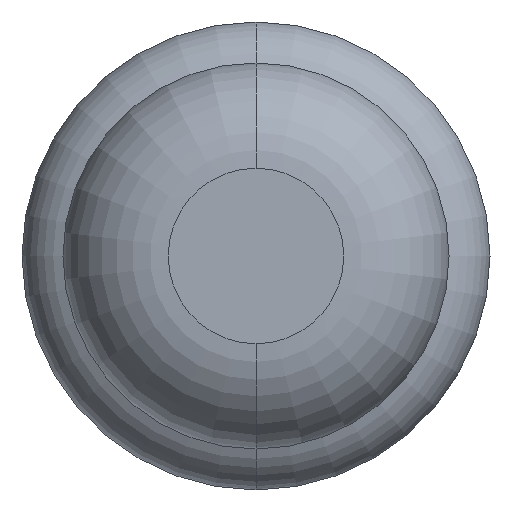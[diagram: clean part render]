
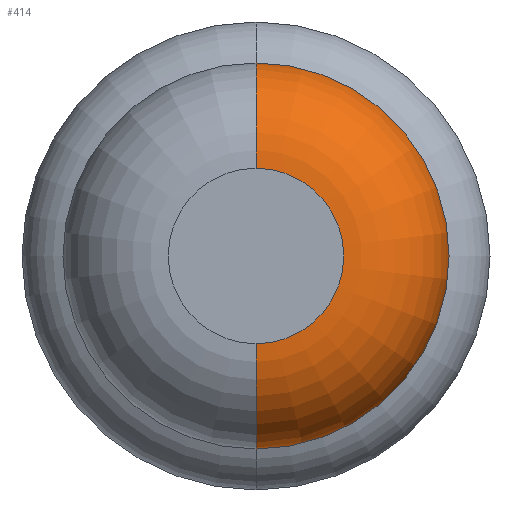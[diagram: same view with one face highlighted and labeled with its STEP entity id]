
A CAD part, front view. The second image highlights one B-rep face of the part: STEP entity #414.
In plain terms, the highlighted toroidal (fillet/blend) face has major radius 0.375 mm and minor radius 0.45 mm.
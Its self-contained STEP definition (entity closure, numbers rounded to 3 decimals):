
#10 = EDGE_CURVE ( 'NONE', #1392, #240, #1664, .T. ) ;
#12 = VERTEX_POINT ( 'NONE', #103 ) ;
#46 = EDGE_LOOP ( 'NONE', ( #89, #3539, #2850, #1752 ) ) ;
#83 = DIRECTION ( 'NONE',  ( 0., 0., 1. ) ) ;
#89 = ORIENTED_EDGE ( 'NONE', *, *, #2777, .T. ) ;
#103 = CARTESIAN_POINT ( 'NONE',  ( 0., -26.95, 0.825 ) ) ;
#116 = DIRECTION ( 'NONE',  ( 0., 1., 0. ) ) ;
#240 = VERTEX_POINT ( 'NONE', #1287 ) ;
#264 = AXIS2_PLACEMENT_3D ( 'NONE', #444, #432, #456 ) ;
#414 = ADVANCED_FACE ( 'Defeature ausgef�hrt1_8', ( #977 ), #3530, .T. ) ;
#432 = DIRECTION ( 'NONE',  ( 1., 0., 0. ) ) ;
#444 = CARTESIAN_POINT ( 'NONE',  ( 0., -26.95, -0.375 ) ) ;
#456 = DIRECTION ( 'NONE',  ( 0., 0., -1. ) ) ;
#669 = DIRECTION ( 'NONE',  ( 0., 0., 1. ) ) ;
#751 = CARTESIAN_POINT ( 'NONE',  ( 0., -27.4, 0. ) ) ;
#813 = DIRECTION ( 'NONE',  ( 0., 0., 1. ) ) ;
#824 = DIRECTION ( 'NONE',  ( -1., 0., 0. ) ) ;
#963 = CARTESIAN_POINT ( 'NONE',  ( 0., -26.95, 0. ) ) ;
#977 = FACE_OUTER_BOUND ( 'NONE', #46, .T. ) ;
#1287 = CARTESIAN_POINT ( 'NONE',  ( 0., -26.95, -0.825 ) ) ;
#1392 = VERTEX_POINT ( 'NONE', #3024 ) ;
#1446 = CARTESIAN_POINT ( 'NONE',  ( 0., -26.95, 0.375 ) ) ;
#1513 = CIRCLE ( 'NONE', #2720, 0.45 ) ;
#1664 = CIRCLE ( 'NONE', #264, 0.45 ) ;
#1752 = ORIENTED_EDGE ( 'NONE', *, *, #3100, .F. ) ;
#1887 = AXIS2_PLACEMENT_3D ( 'NONE', #3769, #3437, #3480 ) ;
#2095 = CIRCLE ( 'NONE', #2113, 0.825 ) ;
#2113 = AXIS2_PLACEMENT_3D ( 'NONE', #963, #2550, #669 ) ;
#2550 = DIRECTION ( 'NONE',  ( 0., 1., 0. ) ) ;
#2720 = AXIS2_PLACEMENT_3D ( 'NONE', #1446, #824, #813 ) ;
#2777 = EDGE_CURVE ( 'Defeature ausgef�hrt1_8+Defeature ausgef�hrt1_7+Defeature ausgef�hrt1_7+Defeature ausgef�hrt1_7', #3974, #1392, #3914, .T. ) ;
#2850 = ORIENTED_EDGE ( 'NONE', *, *, #3934, .F. ) ;
#2889 = CARTESIAN_POINT ( 'NONE',  ( 0., -27.4, 0.375 ) ) ;
#3011 = AXIS2_PLACEMENT_3D ( 'NONE', #751, #116, #83 ) ;
#3024 = CARTESIAN_POINT ( 'NONE',  ( 0., -27.4, -0.375 ) ) ;
#3100 = EDGE_CURVE ( 'NONE', #3974, #12, #1513, .T. ) ;
#3437 = DIRECTION ( 'NONE',  ( 0., 1., 0. ) ) ;
#3480 = DIRECTION ( 'NONE',  ( 0., 0., 1. ) ) ;
#3530 = TOROIDAL_SURFACE ( 'NONE', #1887, 0.375, 0.45 ) ;
#3539 = ORIENTED_EDGE ( 'NONE', *, *, #10, .T. ) ;
#3769 = CARTESIAN_POINT ( 'NONE',  ( 0., -26.95, 0. ) ) ;
#3914 = CIRCLE ( 'NONE', #3011, 0.375 ) ;
#3934 = EDGE_CURVE ( 'Defeature ausgef�hrt1_9+Defeature ausgef�hrt1_8+Defeature ausgef�hrt1_8+Defeature ausgef�hrt1_8', #12, #240, #2095, .T. ) ;
#3974 = VERTEX_POINT ( 'NONE', #2889 ) ;
